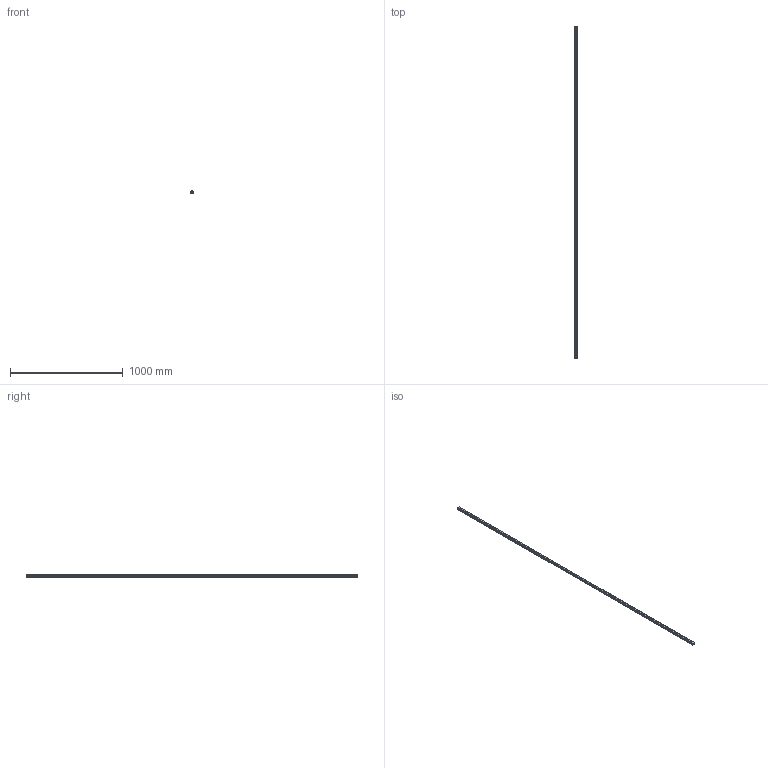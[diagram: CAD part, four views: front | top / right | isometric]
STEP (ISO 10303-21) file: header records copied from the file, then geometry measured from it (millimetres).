
FILE_DESCRIPTION(('STEP AP214'),'1');
FILE_NAME('cctmp_E8E04906-6BA0-4FBE-93A6-038AC633CFA8_2021_02_09_17_35_39_0546..stp','2021-02-09T16:35:39',('HIWIN GmbH'),('CADClick - www.CADClick.com'),'Spatial InterOp 3D',' ','unknown authorization');
FILE_SCHEMA(('AUTOMOTIVE_DESIGN'));
Length unit declared in the file: millimetre
Products named in the file (1): EGR25R2940C_FILE
Bounding box: 23 x 2940 x 18 mm (x, y, z)
Volume: 1011181.8 mm3; surface area: 273200.3 mm2
Topology: 1 solids, 1 shells, 693 faces, 1767 edges, 1178 vertices
Faces by surface type: plane 379, cylinder 314
Entity records: 27069 total; most frequent: DIRECTION 4175, CARTESIAN_POINT 3639, ORIENTED_EDGE 3534, EDGE_CURVE 1767, AXIS2_PLACEMENT_3D 1714, VERTEX_POINT 1178, CIRCLE 824, EDGE_LOOP 795
